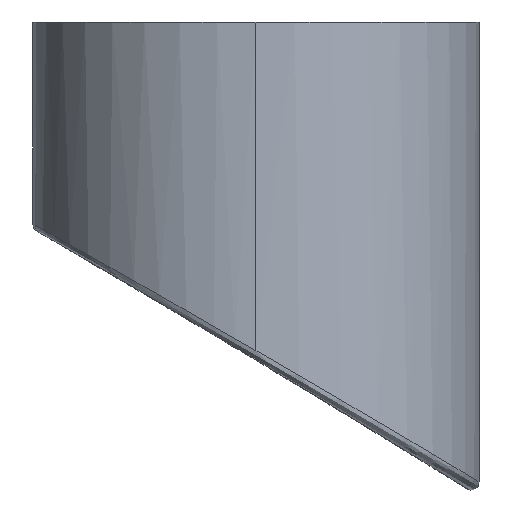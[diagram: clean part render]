
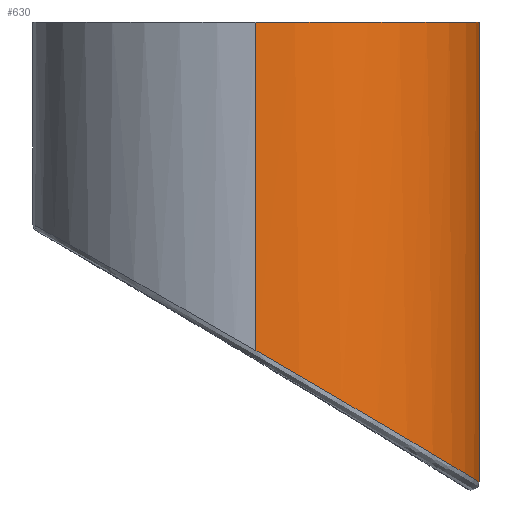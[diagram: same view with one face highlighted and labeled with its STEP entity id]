
A CAD part, top view. The second image highlights one B-rep face of the part: STEP entity #630.
In plain terms, the highlighted cylindrical face has radius 28 mm (diameter 56 mm), a partial arc.
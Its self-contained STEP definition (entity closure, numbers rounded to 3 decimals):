
#5 = CARTESIAN_POINT ( 'NONE',  ( 0., 60., 28. ) ) ;
#33 = CARTESIAN_POINT ( 'NONE',  ( 10.736, 12.552, -25.863 ) ) ;
#63 = VECTOR ( 'NONE', #1361, 1000. ) ;
#69 = B_SPLINE_CURVE_WITH_KNOTS ( 'NONE', 3,
 ( #1632, #1433, #1256, #84, #71, #313, #666, #853, #1997, #1644, #119, #276, #889, #1605, #1046, #2418, #501, #863, #2404, #1655, #2429, #299, #2379, #699, #484, #2206, #1807, #876, #1421, #1445, #1617, #1246, #2021, #464, #901, #2390, #2219 ),
 .UNSPECIFIED., .F., .F.,
 ( 4, 2, 2, 2, 2, 2, 2, 2, 2, 2, 2, 2, 2, 2, 2, 1, 2, 2, 4 ),
 ( 0.144, 0.15, 0.157, 0.16, 0.161, 0.163, 0.17, 0.171, 0.173, 0.176, 0.178, 0.179, 0.183, 0.186, 0.187, 0.189, 0.191, 0.192, 0.196 ),
 .UNSPECIFIED. ) ;
#71 = CARTESIAN_POINT ( 'NONE',  ( 9.171, 13.467, 26.523 ) ) ;
#84 = CARTESIAN_POINT ( 'NONE',  ( 7.38, 14.51, 27.075 ) ) ;
#119 = CARTESIAN_POINT ( 'NONE',  ( 15.533, 9.74, 23.302 ) ) ;
#164 = CYLINDRICAL_SURFACE ( 'NONE', #441, 28. ) ;
#192 = DIRECTION ( 'NONE',  ( 0., 1., 0. ) ) ;
#216 = CARTESIAN_POINT ( 'NONE',  ( 18.884, 7.765, -20.691 ) ) ;
#241 = CARTESIAN_POINT ( 'NONE',  ( 26.116, 3.47, -10.137 ) ) ;
#276 = CARTESIAN_POINT ( 'NONE',  ( 17.522, 8.569, 21.925 ) ) ;
#299 = CARTESIAN_POINT ( 'NONE',  ( 25.035, 4.115, 12.551 ) ) ;
#313 = CARTESIAN_POINT ( 'NONE',  ( 11.774, 11.945, 25.421 ) ) ;
#387 = ORIENTED_EDGE ( 'NONE', *, *, #392, .T. ) ;
#388 = EDGE_CURVE ( 'NONE', #823, #2406, #2384, .T. ) ;
#392 = EDGE_CURVE ( 'NONE', #1689, #1581, #974, .T. ) ;
#415 = ORIENTED_EDGE ( 'NONE', *, *, #388, .T. ) ;
#426 = CARTESIAN_POINT ( 'NONE',  ( 20.091, 7.051, -19.521 ) ) ;
#441 = AXIS2_PLACEMENT_3D ( 'NONE', #1336, #2089, #1165 ) ;
#453 = CARTESIAN_POINT ( 'NONE',  ( 26.998, 2.943, -7.632 ) ) ;
#464 = CARTESIAN_POINT ( 'NONE',  ( 28.004, 2.341, -0.312 ) ) ;
#484 = CARTESIAN_POINT ( 'NONE',  ( 26.299, 3.36, 9.667 ) ) ;
#501 = CARTESIAN_POINT ( 'NONE',  ( 22.026, 5.905, 17.295 ) ) ;
#581 = FACE_OUTER_BOUND ( 'NONE', #1340, .T. ) ;
#606 = CARTESIAN_POINT ( 'NONE',  ( 7.736, 14.303, -26.957 ) ) ;
#630 = ADVANCED_FACE ( 'NONE', ( #581 ), #164, .T. ) ;
#666 = CARTESIAN_POINT ( 'NONE',  ( 12.629, 11.444, 25.009 ) ) ;
#696 = EDGE_CURVE ( 'NONE', #1689, #1205, #1553, .T. ) ;
#699 = CARTESIAN_POINT ( 'NONE',  ( 25.919, 3.588, 10.646 ) ) ;
#726 = ORIENTED_EDGE ( 'NONE', *, *, #2102, .F. ) ;
#778 = CARTESIAN_POINT ( 'NONE',  ( 18.26, 8.133, -21.243 ) ) ;
#823 = VERTEX_POINT ( 'NONE', #2174 ) ;
#829 = CARTESIAN_POINT ( 'NONE',  ( 27.7, 2.523, -4.091 ) ) ;
#836 = ORIENTED_EDGE ( 'NONE', *, *, #912, .T. ) ;
#853 = CARTESIAN_POINT ( 'NONE',  ( 13.889, 10.706, 24.317 ) ) ;
#863 = CARTESIAN_POINT ( 'NONE',  ( 22.941, 5.361, 16.086 ) ) ;
#876 = CARTESIAN_POINT ( 'NONE',  ( 27.543, 2.617, 5.066 ) ) ;
#889 = CARTESIAN_POINT ( 'NONE',  ( 19.009, 7.692, 20.656 ) ) ;
#901 = CARTESIAN_POINT ( 'NONE',  ( 27.954, 2.371, -1.939 ) ) ;
#912 = EDGE_CURVE ( 'NONE', #1581, #823, #69, .T. ) ;
#966 = DIRECTION ( 'NONE',  ( 0., 0., 1. ) ) ;
#974 = LINE ( 'NONE', #5, #63 ) ;
#987 = CARTESIAN_POINT ( 'NONE',  ( 11.103, 12.337, -25.707 ) ) ;
#1000 = CARTESIAN_POINT ( 'NONE',  ( 24.63, 4.356, -13.347 ) ) ;
#1012 = CARTESIAN_POINT ( 'NONE',  ( 9.993, 12.986, -26.159 ) ) ;
#1023 = CARTESIAN_POINT ( 'NONE',  ( 20.668, 6.71, -18.909 ) ) ;
#1046 = CARTESIAN_POINT ( 'NONE',  ( 21.059, 6.478, 18.46 ) ) ;
#1165 = DIRECTION ( 'NONE',  ( 0., 0., -1. ) ) ;
#1173 = CARTESIAN_POINT ( 'NONE',  ( 23.314, 5.14, -15.605 ) ) ;
#1205 = VERTEX_POINT ( 'NONE', #1511 ) ;
#1246 = CARTESIAN_POINT ( 'NONE',  ( 27.974, 2.359, 1.315 ) ) ;
#1256 = CARTESIAN_POINT ( 'NONE',  ( 3.695, 16.65, 27.819 ) ) ;
#1336 = CARTESIAN_POINT ( 'NONE',  ( 0., 60., 0. ) ) ;
#1340 = EDGE_LOOP ( 'NONE', ( #2087, #387, #836, #415, #726 ) ) ;
#1347 = CARTESIAN_POINT ( 'NONE',  ( 3.132, 16.976, -27.868 ) ) ;
#1361 = DIRECTION ( 'NONE',  ( 0., -1., 0. ) ) ;
#1363 = DIRECTION ( 'NONE',  ( 0., -1., 0. ) ) ;
#1421 = CARTESIAN_POINT ( 'NONE',  ( 27.636, 2.561, 4.534 ) ) ;
#1433 = CARTESIAN_POINT ( 'NONE',  ( 1.849, 17.719, 28. ) ) ;
#1445 = CARTESIAN_POINT ( 'NONE',  ( 27.79, 2.469, 3.465 ) ) ;
#1452 = CARTESIAN_POINT ( 'NONE',  ( 0., 18.786, -28. ) ) ;
#1511 = CARTESIAN_POINT ( 'NONE',  ( 0., 60., -28. ) ) ;
#1528 = CARTESIAN_POINT ( 'NONE',  ( 16.345, 9.262, -22.793 ) ) ;
#1553 = CIRCLE ( 'NONE', #2440, 28. ) ;
#1581 = VERTEX_POINT ( 'NONE', #2426 ) ;
#1586 = CARTESIAN_POINT ( 'NONE',  ( 22.319, 5.731, -16.991 ) ) ;
#1594 = VECTOR ( 'NONE', #1363, 1000. ) ;
#1605 = CARTESIAN_POINT ( 'NONE',  ( 20.723, 6.677, 18.836 ) ) ;
#1617 = CARTESIAN_POINT ( 'NONE',  ( 27.913, 2.395, 2.393 ) ) ;
#1632 = CARTESIAN_POINT ( 'NONE',  ( 0., 18.786, 28. ) ) ;
#1644 = CARTESIAN_POINT ( 'NONE',  ( 15.128, 9.978, 23.566 ) ) ;
#1655 = CARTESIAN_POINT ( 'NONE',  ( 24.3, 4.553, 13.921 ) ) ;
#1689 = VERTEX_POINT ( 'NONE', #2252 ) ;
#1736 = CARTESIAN_POINT ( 'NONE',  ( 15.006, 10.05, -23.694 ) ) ;
#1747 = CARTESIAN_POINT ( 'NONE',  ( 9.617, 13.205, -26.3 ) ) ;
#1761 = CARTESIAN_POINT ( 'NONE',  ( 12.196, 11.698, -25.217 ) ) ;
#1774 = CARTESIAN_POINT ( 'NONE',  ( 0., 18.786, -28. ) ) ;
#1807 = CARTESIAN_POINT ( 'NONE',  ( 27.223, 2.809, 6.639 ) ) ;
#1929 = CARTESIAN_POINT ( 'NONE',  ( 1.575, 17.878, -28. ) ) ;
#1944 = CARTESIAN_POINT ( 'NONE',  ( 25.783, 3.669, -10.955 ) ) ;
#1997 = CARTESIAN_POINT ( 'NONE',  ( 14.306, 10.461, 24.074 ) ) ;
#2021 = CARTESIAN_POINT ( 'NONE',  ( 28.004, 2.341, 0.233 ) ) ;
#2087 = ORIENTED_EDGE ( 'NONE', *, *, #696, .F. ) ;
#2089 = DIRECTION ( 'NONE',  ( 0., -1., 0. ) ) ;
#2102 = EDGE_CURVE ( 'NONE', #1205, #2406, #2161, .T. ) ;
#2114 = CARTESIAN_POINT ( 'NONE',  ( 12.909, 11.28, -24.859 ) ) ;
#2147 = CARTESIAN_POINT ( 'NONE',  ( 27.433, 2.683, -5.897 ) ) ;
#2161 = LINE ( 'NONE', #2368, #1594 ) ;
#2174 = CARTESIAN_POINT ( 'NONE',  ( 27.7, 2.523, -4.091 ) ) ;
#2206 = CARTESIAN_POINT ( 'NONE',  ( 26.951, 2.971, 7.664 ) ) ;
#2219 = CARTESIAN_POINT ( 'NONE',  ( 27.7, 2.523, -4.091 ) ) ;
#2252 = CARTESIAN_POINT ( 'NONE',  ( 0., 60., 28. ) ) ;
#2301 = CARTESIAN_POINT ( 'NONE',  ( 0., 60., 0. ) ) ;
#2309 = CARTESIAN_POINT ( 'NONE',  ( 6.213, 15.189, -27.347 ) ) ;
#2368 = CARTESIAN_POINT ( 'NONE',  ( 0., 60., -28. ) ) ;
#2379 = CARTESIAN_POINT ( 'NONE',  ( 25.266, 3.977, 12.08 ) ) ;
#2384 = B_SPLINE_CURVE_WITH_KNOTS ( 'NONE', 3,
 ( #829, #2147, #453, #241, #1944, #2499, #1000, #1173, #1586, #1023, #426, #216, #778, #1528, #1736, #2114, #1761, #987, #33, #1012, #1747, #606, #2309, #1347, #1929, #1774 ),
 .UNSPECIFIED., .F., .F.,
 ( 4, 2, 2, 2, 2, 2, 2, 2, 2, 2, 2, 2, 4 ),
 ( 0.004, 0.01, 0.012, 0.015, 0.021, 0.023, 0.026, 0.032, 0.034, 0.036, 0.037, 0.042, 0.048 ),
 .UNSPECIFIED. ) ;
#2390 = CARTESIAN_POINT ( 'NONE',  ( 27.858, 2.428, -3.018 ) ) ;
#2404 = CARTESIAN_POINT ( 'NONE',  ( 23.51, 5.023, 15.243 ) ) ;
#2406 = VERTEX_POINT ( 'NONE', #1452 ) ;
#2418 = CARTESIAN_POINT ( 'NONE',  ( 21.71, 6.092, 17.69 ) ) ;
#2426 = CARTESIAN_POINT ( 'NONE',  ( 0., 18.786, 28. ) ) ;
#2429 = CARTESIAN_POINT ( 'NONE',  ( 24.552, 4.403, 13.471 ) ) ;
#2440 = AXIS2_PLACEMENT_3D ( 'NONE', #2301, #192, #966 ) ;
#2499 = CARTESIAN_POINT ( 'NONE',  ( 25.041, 4.112, -12.56 ) ) ;
